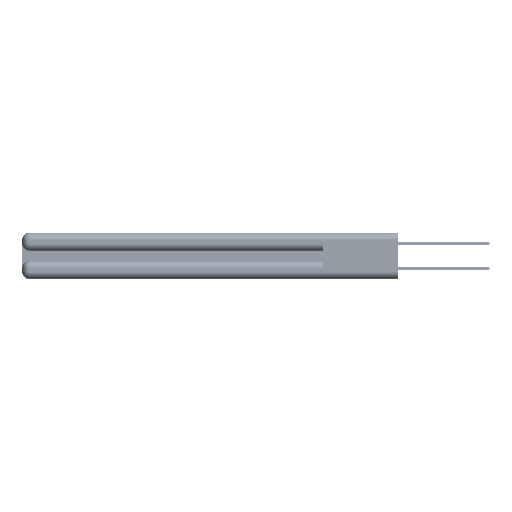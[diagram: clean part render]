
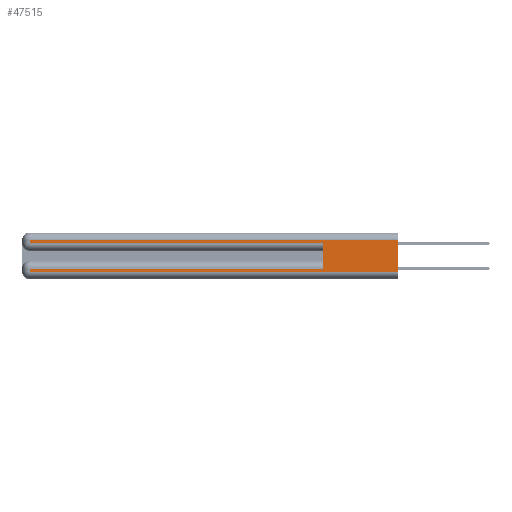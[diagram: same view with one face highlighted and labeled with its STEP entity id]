
A CAD part, left-side view. The second image highlights one B-rep face of the part: STEP entity #47515.
In plain terms, the highlighted planar face has unit normal (-1, 0, 0).
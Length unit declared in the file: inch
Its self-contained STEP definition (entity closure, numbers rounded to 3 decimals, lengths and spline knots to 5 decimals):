
#554 = LINE ( 'NONE', #6805, #53154 ) ;
#740 = DIRECTION ( 'NONE',  ( 0., 0., -1. ) ) ;
#2729 = VECTOR ( 'NONE', #17740, 39.37008 ) ;
#3223 = EDGE_LOOP ( 'NONE', ( #25623, #41916, #16136, #47370, #19064, #9693, #26371, #49076 ) ) ;
#4792 = DIRECTION ( 'NONE',  ( 1., 0., 0. ) ) ;
#6212 = DIRECTION ( 'NONE',  ( 0., -1., 0. ) ) ;
#6805 = CARTESIAN_POINT ( 'NONE',  ( 0., 2.94, 0.37 ) ) ;
#7334 = DIRECTION ( 'NONE',  ( 0., 0., -1. ) ) ;
#7534 = VECTOR ( 'NONE', #27996, 39.37008 ) ;
#9311 = VECTOR ( 'NONE', #30908, 39.37008 ) ;
#9693 = ORIENTED_EDGE ( 'NONE', *, *, #30440, .T. ) ;
#10624 = VECTOR ( 'NONE', #44615, 39.37008 ) ;
#12764 = VERTEX_POINT ( 'NONE', #30136 ) ;
#12849 = VERTEX_POINT ( 'NONE', #22426 ) ;
#12986 = CARTESIAN_POINT ( 'NONE',  ( 0., 0., 0.06 ) ) ;
#13051 = EDGE_CURVE ( 'NONE', #35168, #12849, #554, .T. ) ;
#13077 = EDGE_CURVE ( 'NONE', #12764, #51285, #26850, .T. ) ;
#14230 = AXIS2_PLACEMENT_3D ( 'NONE', #51258, #4792, #740 ) ;
#14563 = CARTESIAN_POINT ( 'NONE',  ( 0., 2.94, 0.31 ) ) ;
#15222 = LINE ( 'NONE', #12986, #2729 ) ;
#15330 = CARTESIAN_POINT ( 'NONE',  ( 0., 2.94, 0.37 ) ) ;
#15384 = CARTESIAN_POINT ( 'NONE',  ( 0., 0., 0.285 ) ) ;
#16034 = LINE ( 'NONE', #15384, #42267 ) ;
#16136 = ORIENTED_EDGE ( 'NONE', *, *, #45495, .T. ) ;
#16641 = VERTEX_POINT ( 'NONE', #25059 ) ;
#17740 = DIRECTION ( 'NONE',  ( 0., -1., 0. ) ) ;
#18182 = EDGE_CURVE ( 'NONE', #12849, #52040, #15222, .T. ) ;
#18337 = CARTESIAN_POINT ( 'NONE',  ( 0., 0., 0.06 ) ) ;
#18706 = LINE ( 'NONE', #15330, #7534 ) ;
#19064 = ORIENTED_EDGE ( 'NONE', *, *, #25567, .F. ) ;
#20019 = CARTESIAN_POINT ( 'NONE',  ( 0., 0., 0.31 ) ) ;
#21279 = VERTEX_POINT ( 'NONE', #41019 ) ;
#22426 = CARTESIAN_POINT ( 'NONE',  ( 0., 2.94, 0.06 ) ) ;
#22971 = CARTESIAN_POINT ( 'NONE',  ( 0., 0., 0.37 ) ) ;
#24804 = DIRECTION ( 'NONE',  ( 0., 1., 0. ) ) ;
#25059 = CARTESIAN_POINT ( 'NONE',  ( 0., 0.6, 0.285 ) ) ;
#25567 = EDGE_CURVE ( 'NONE', #53835, #16641, #29020, .T. ) ;
#25623 = ORIENTED_EDGE ( 'NONE', *, *, #32341, .F. ) ;
#26371 = ORIENTED_EDGE ( 'NONE', *, *, #13051, .T. ) ;
#26379 = FACE_OUTER_BOUND ( 'NONE', #3223, .T. ) ;
#26850 = LINE ( 'NONE', #20019, #30198 ) ;
#27996 = DIRECTION ( 'NONE',  ( 0., 0., -1. ) ) ;
#28453 = DIRECTION ( 'NONE',  ( 0., 1., 0. ) ) ;
#29020 = LINE ( 'NONE', #47440, #9311 ) ;
#30136 = CARTESIAN_POINT ( 'NONE',  ( 0., 0., 0.31 ) ) ;
#30198 = VECTOR ( 'NONE', #28453, 39.37008 ) ;
#30440 = EDGE_CURVE ( 'NONE', #53835, #35168, #51752, .T. ) ;
#30908 = DIRECTION ( 'NONE',  ( 0., 0., 1. ) ) ;
#32341 = EDGE_CURVE ( 'NONE', #12764, #52040, #36304, .T. ) ;
#35168 = VERTEX_POINT ( 'NONE', #37477 ) ;
#36304 = LINE ( 'NONE', #22971, #10624 ) ;
#37477 = CARTESIAN_POINT ( 'NONE',  ( 0., 2.94, 0.085 ) ) ;
#39015 = CARTESIAN_POINT ( 'NONE',  ( 0., 0.6, 0.085 ) ) ;
#41019 = CARTESIAN_POINT ( 'NONE',  ( 0., 2.94, 0.285 ) ) ;
#41916 = ORIENTED_EDGE ( 'NONE', *, *, #13077, .T. ) ;
#42267 = VECTOR ( 'NONE', #6212, 39.37008 ) ;
#44615 = DIRECTION ( 'NONE',  ( 0., 0., -1. ) ) ;
#45495 = EDGE_CURVE ( 'NONE', #51285, #21279, #18706, .T. ) ;
#46025 = EDGE_CURVE ( 'NONE', #21279, #16641, #16034, .T. ) ;
#47370 = ORIENTED_EDGE ( 'NONE', *, *, #46025, .T. ) ;
#47440 = CARTESIAN_POINT ( 'NONE',  ( 0., 0.6, 0.145 ) ) ;
#47515 = ADVANCED_FACE ( 'NONE', ( #26379 ), #50726, .F. ) ;
#49076 = ORIENTED_EDGE ( 'NONE', *, *, #18182, .T. ) ;
#49791 = VECTOR ( 'NONE', #24804, 39.37008 ) ;
#49964 = CARTESIAN_POINT ( 'NONE',  ( 0., 0., 0.085 ) ) ;
#50726 = PLANE ( 'NONE',  #14230 ) ;
#51258 = CARTESIAN_POINT ( 'NONE',  ( 0., 0., 0.37 ) ) ;
#51285 = VERTEX_POINT ( 'NONE', #14563 ) ;
#51752 = LINE ( 'NONE', #49964, #49791 ) ;
#52040 = VERTEX_POINT ( 'NONE', #18337 ) ;
#53154 = VECTOR ( 'NONE', #7334, 39.37008 ) ;
#53835 = VERTEX_POINT ( 'NONE', #39015 ) ;
